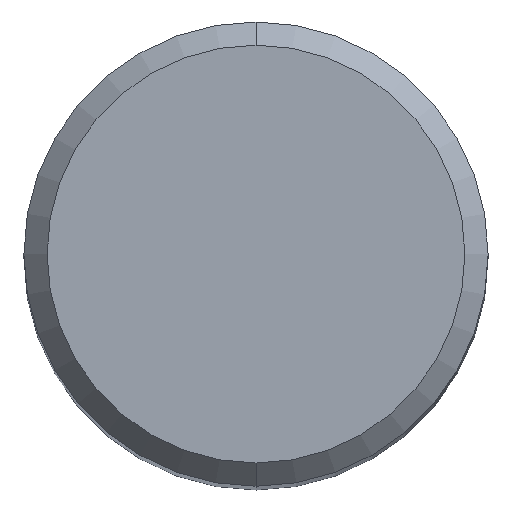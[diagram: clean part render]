
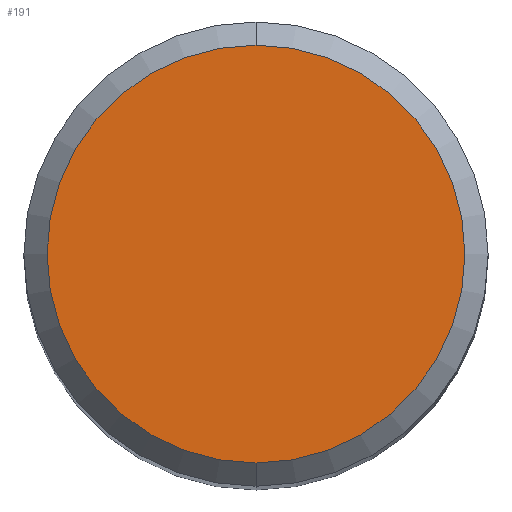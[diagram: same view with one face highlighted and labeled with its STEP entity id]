
A CAD part, top view. The second image highlights one B-rep face of the part: STEP entity #191.
In plain terms, the highlighted planar face has unit normal (0, 0, 1).
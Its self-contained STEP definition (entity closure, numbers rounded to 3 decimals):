
#191=ADVANCED_FACE('',(#501),#502,.T.);
#269=VERTEX_POINT('',#587);
#271=EDGE_CURVE('',#371,#269,#589,.T.);
#341=EDGE_CURVE('',#269,#371,#665,.T.);
#371=VERTEX_POINT('',#701);
#501=FACE_OUTER_BOUND('',#833,.T.);
#502=PLANE('',#834);
#587=CARTESIAN_POINT('',(0.0,3.6,0.0));
#589=CIRCLE('',#1016,3.6);
#665=CIRCLE('',#1174,3.6);
#701=CARTESIAN_POINT('',(0.,-3.6,0.0));
#833=EDGE_LOOP('',(#1485,#1486));
#834=AXIS2_PLACEMENT_3D('',#1487,#1488,#1489);
#1016=AXIS2_PLACEMENT_3D('',#1574,#1575,#1576);
#1174=AXIS2_PLACEMENT_3D('',#1650,#1651,#1652);
#1485=ORIENTED_EDGE('',*,*,#341,.F.);
#1486=ORIENTED_EDGE('',*,*,#271,.F.);
#1487=CARTESIAN_POINT('',(0.0,1.8,0.0));
#1488=DIRECTION('',(-0.0,0.0,1.0));
#1489=DIRECTION('',(0.0,-1.0,0.0));
#1574=CARTESIAN_POINT('',(0.0,0.0,0.0));
#1575=DIRECTION('',(0.0,0.0,-1.0));
#1576=DIRECTION('',(0.0,1.0,0.0));
#1650=CARTESIAN_POINT('',(0.0,0.0,0.0));
#1651=DIRECTION('',(0.0,0.0,-1.0));
#1652=DIRECTION('',(0.0,1.0,0.0));
